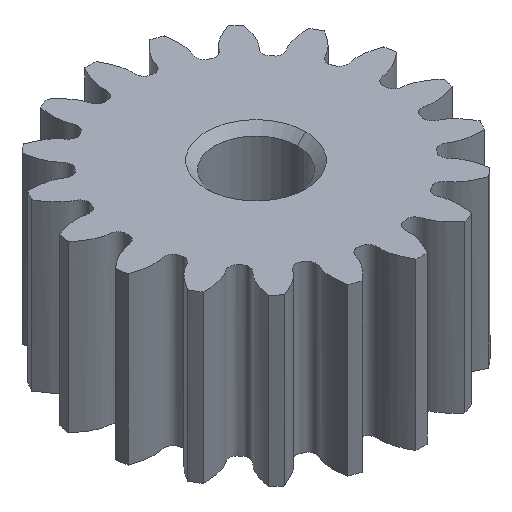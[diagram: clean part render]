
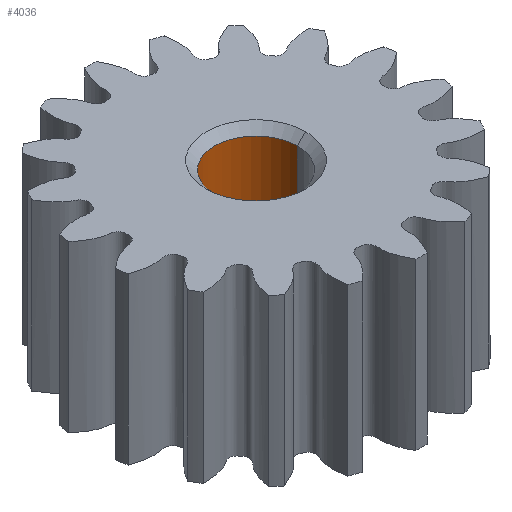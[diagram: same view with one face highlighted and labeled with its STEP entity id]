
A CAD part, isometric view. The second image highlights one B-rep face of the part: STEP entity #4036.
In plain terms, the highlighted cylindrical face has radius 2.5 mm (diameter 5 mm), a partial arc.
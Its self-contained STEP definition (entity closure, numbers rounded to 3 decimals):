
#669 = EDGE_CURVE ( 'NONE', #4312, #4309, #4055, .T. ) ;
#670 = EDGE_CURVE ( 'NONE', #4291, #4311, #4059, .T. ) ;
#679 = EDGE_CURVE ( 'NONE', #4309, #4311, #4067, .T. ) ;
#680 = EDGE_CURVE ( 'NONE', #4312, #4291, #4068, .T. ) ;
#1823 = CARTESIAN_POINT ( 'NONE',  ( 2.5, 0., 4.5 ) ) ;
#1828 = CARTESIAN_POINT ( 'NONE',  ( 2.5, 0., -4.5 ) ) ;
#1833 = CARTESIAN_POINT ( 'NONE',  ( -2.5, 0., -4.5 ) ) ;
#1835 = CARTESIAN_POINT ( 'NONE',  ( -2.5, 0., 4.5 ) ) ;
#3142 = CARTESIAN_POINT ( 'NONE',  ( 0., 0., -4.5 ) ) ;
#3143 = DIRECTION ( 'NONE',  ( 0., 0., 1. ) ) ;
#3144 = DIRECTION ( 'NONE',  ( 1., 0., 0. ) ) ;
#3146 = CARTESIAN_POINT ( 'NONE',  ( 0., 0., 4.5 ) ) ;
#3147 = DIRECTION ( 'NONE',  ( 0., 0., 1. ) ) ;
#3148 = DIRECTION ( 'NONE',  ( 1., 0., 0. ) ) ;
#3363 = CARTESIAN_POINT ( 'NONE',  ( -2.5, 0., 0. ) ) ;
#3364 = CARTESIAN_POINT ( 'NONE',  ( 2.5, 0., 0. ) ) ;
#3370 = DIRECTION ( 'NONE',  ( 0., 0., 1. ) ) ;
#3372 = DIRECTION ( 'NONE',  ( 0., 0., 1. ) ) ;
#3965 = AXIS2_PLACEMENT_3D ( 'NONE', #3142, #3143, #3144 ) ;
#3966 = AXIS2_PLACEMENT_3D ( 'NONE', #3146, #3147, #3148 ) ;
#4036 = ADVANCED_FACE ( 'NONE', ( #4214 ), #4180, .F. ) ;
#4055 = CIRCLE ( 'NONE', #3965, 2.5 ) ;
#4059 = CIRCLE ( 'NONE', #3966, 2.5 ) ;
#4067 = LINE ( 'NONE', #3363, #4071 ) ;
#4068 = LINE ( 'NONE', #3364, #4073 ) ;
#4071 = VECTOR ( 'NONE', #3370, 1000. ) ;
#4073 = VECTOR ( 'NONE', #3372, 1000. ) ;
#4180 = CYLINDRICAL_SURFACE ( 'NONE', #5294, 2.5 ) ;
#4214 = FACE_OUTER_BOUND ( 'NONE', #4461, .T. ) ;
#4291 = VERTEX_POINT ( 'NONE', #1823 ) ;
#4309 = VERTEX_POINT ( 'NONE', #1833 ) ;
#4311 = VERTEX_POINT ( 'NONE', #1835 ) ;
#4312 = VERTEX_POINT ( 'NONE', #1828 ) ;
#4414 = ORIENTED_EDGE ( 'NONE', *, *, #679, .F. ) ;
#4415 = ORIENTED_EDGE ( 'NONE', *, *, #669, .F. ) ;
#4416 = ORIENTED_EDGE ( 'NONE', *, *, #680, .T. ) ;
#4417 = ORIENTED_EDGE ( 'NONE', *, *, #670, .T. ) ;
#4461 = EDGE_LOOP ( 'NONE', ( #4414, #4415, #4416, #4417 ) ) ;
#5205 = DIRECTION ( 'NONE',  ( 1., 0., 0. ) ) ;
#5206 = CARTESIAN_POINT ( 'NONE',  ( 0., 0., 0. ) ) ;
#5207 = DIRECTION ( 'NONE',  ( 0., 0., 1. ) ) ;
#5294 = AXIS2_PLACEMENT_3D ( 'NONE', #5206, #5207, #5205 ) ;
